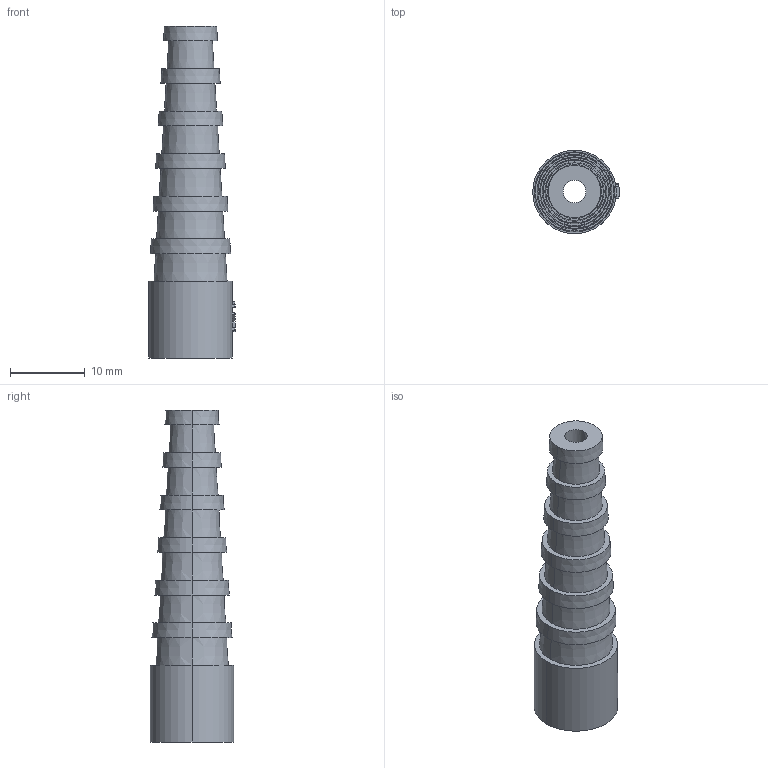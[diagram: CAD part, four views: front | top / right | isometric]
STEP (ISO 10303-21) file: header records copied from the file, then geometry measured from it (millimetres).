
FILE_DESCRIPTION (( 'STEP AP214' ), '1' );
FILE_NAME ('97-800-XX-03.STEP', '2025-11-05T11:18:34', ( '' ), ( '' ), 'SwSTEP 2.0', 'SolidWorks 2025', '' );
FILE_SCHEMA (( 'AUTOMOTIVE_DESIGN' ));
Length unit declared in the file: millimetre
Products named in the file (1): 97-800-XX-03
Bounding box: 11.6 x 11.2 x 44.5 mm (x, y, z)
Volume: 2129.7 mm3; surface area: 2207.8 mm2
Topology: 1 solids, 1 shells, 73 faces, 174 edges, 116 vertices
Faces by surface type: plane 41, cone 26, cylinder 6
Entity records: 2174 total; most frequent: CARTESIAN_POINT 409, DIRECTION 386, ORIENTED_EDGE 348, EDGE_CURVE 174, AXIS2_PLACEMENT_3D 153, VERTEX_POINT 116, EDGE_LOOP 88, VECTOR 80
